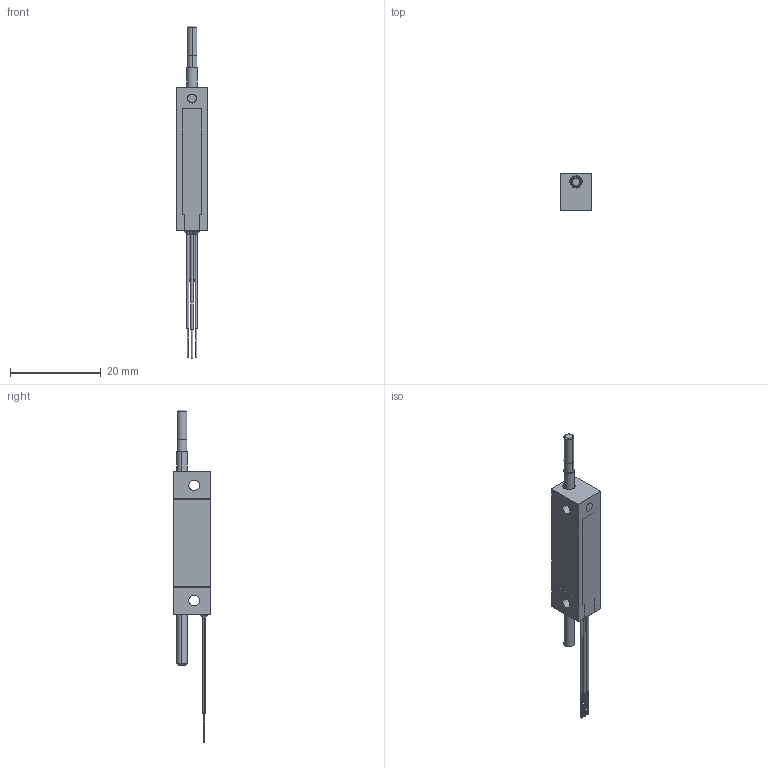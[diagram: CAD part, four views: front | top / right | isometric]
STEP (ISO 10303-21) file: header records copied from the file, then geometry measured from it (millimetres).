
FILE_DESCRIPTION((''),'2;1');
FILE_NAME('3048L','2014-06-13T',('RICKB'),('Bourns, Inc.'),'PRO/ENGINEER BY PARAMETRIC TECHNOLOGY CORPORATION, 2012230','PRO/ENGINEER BY PARAMETRIC TECHNOLOGY CORPORATION, 2012230','');
FILE_SCHEMA(('CONFIG_CONTROL_DESIGN'));
Length unit declared in the file: inch
Products named in the file (1): 3048L
Bounding box: 6.99 x 8.28 x 73.25 mm (x, y, z)
Volume: 1793.4 mm3; surface area: 1875.9 mm2
Topology: 1 solids, 4 shells, 115 faces, 279 edges, 180 vertices
Faces by surface type: plane 49, cylinder 43, torus 13, cone 10
Entity records: 3635 total; most frequent: CARTESIAN_POINT 804, DIRECTION 611, ORIENTED_EDGE 554, EDGE_CURVE 279, AXIS2_PLACEMENT_3D 237, VERTEX_POINT 180, VECTOR 137, LINE 137
